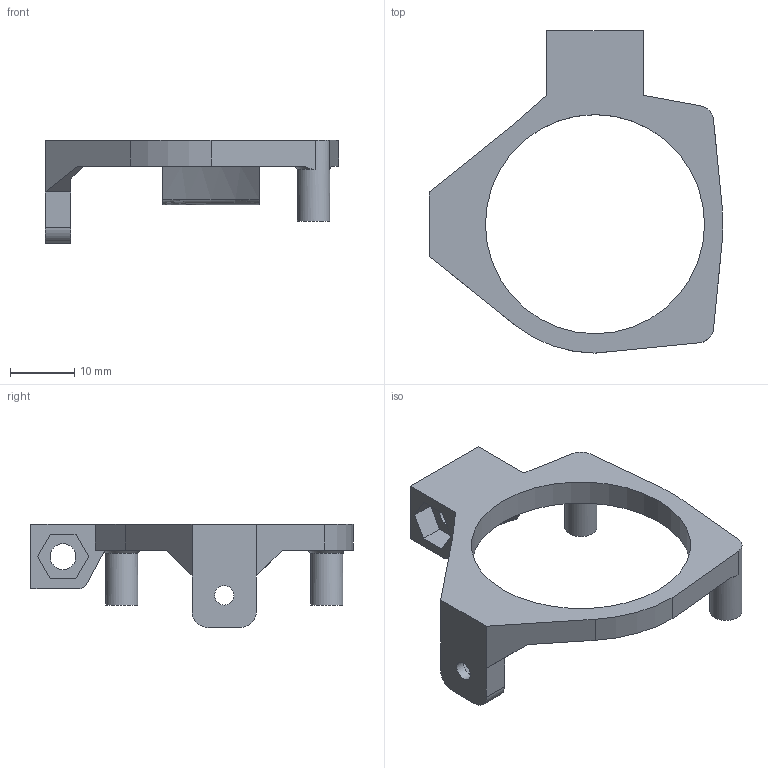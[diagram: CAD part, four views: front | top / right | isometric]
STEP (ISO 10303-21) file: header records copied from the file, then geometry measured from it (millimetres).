
FILE_DESCRIPTION(/* description */ ('','CAx-IF Rec.Pracs.---Representation and Presentation of Product Manufacturing Information (PMI)---4.0---2014-10-13'),/* implementation_level */ '2;1');
FILE_NAME(/* name */ 'Petri Holder.step',/* time_stamp */ '2025-03-29T11:44:39-04:00',/* author */ (''),/* organization */ (''),/* preprocessor_version */ 'ST-DEVELOPER v20',/* originating_system */ 'Autodesk Translation Framework v13.20.0.188',/* authorisation */ '');
FILE_SCHEMA (('AP242_MANAGED_MODEL_BASED_3D_ENGINEERING_MIM_LF { 1 0 10303 442 1 1 4 }'));
Length unit declared in the file: millimetre
Products named in the file (1): Petri Holder (1)
Bounding box: 45.6 x 50 x 16 mm (x, y, z)
Volume: 4190 mm3; surface area: 3612.4 mm2
Topology: 1 solids, 1 shells, 50 faces, 136 edges, 90 vertices
Faces by surface type: plane 37, cylinder 9, cone 3, torus 1
Full cylindrical faces by diameter (mm): 3 x1, 4 x1, 5 x2, 34 x1
Entity records: 1609 total; most frequent: CARTESIAN_POINT 303, ORIENTED_EDGE 272, DIRECTION 257, EDGE_CURVE 136, LINE 101, VECTOR 101, VERTEX_POINT 90, AXIS2_PLACEMENT_3D 78
